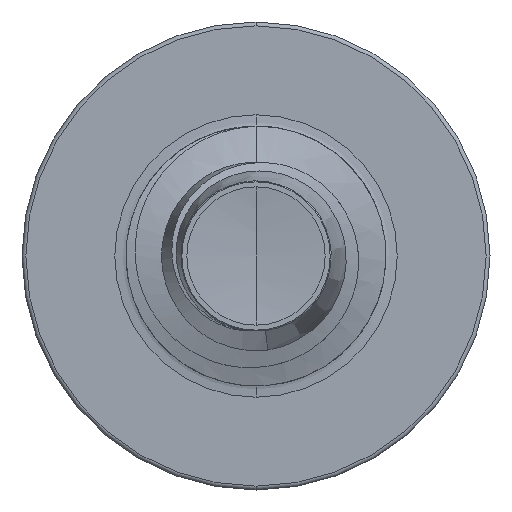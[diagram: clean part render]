
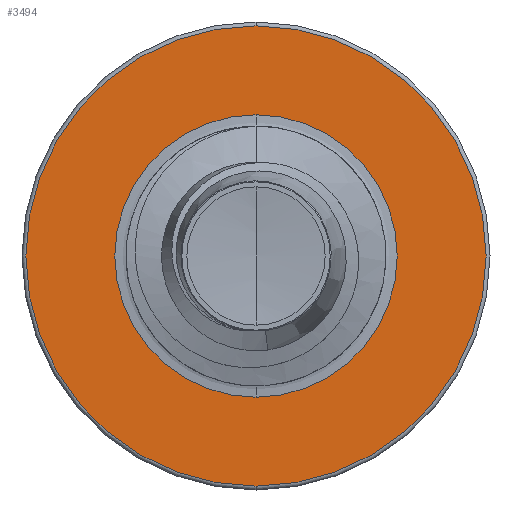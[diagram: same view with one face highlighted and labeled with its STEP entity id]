
A CAD part, front view. The second image highlights one B-rep face of the part: STEP entity #3494.
In plain terms, the highlighted planar face has unit normal (0, -1, 0).
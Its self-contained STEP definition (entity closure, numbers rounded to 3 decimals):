
#8 = DIRECTION ( 'NONE',  ( 0., 0., 1. ) ) ;
#12 = DIRECTION ( 'NONE',  ( 0., 1., 0. ) ) ;
#65 = CARTESIAN_POINT ( 'NONE',  ( 0., 3., -1.086 ) ) ;
#122 = EDGE_CURVE ( 'NONE', #8024, #4293, #7053, .T. ) ;
#638 = EDGE_CURVE ( 'NONE', #4293, #8024, #9320, .T. ) ;
#1009 = ORIENTED_EDGE ( 'NONE', *, *, #122, .F. ) ;
#1082 = VERTEX_POINT ( 'NONE', #65 ) ;
#1426 = ORIENTED_EDGE ( 'NONE', *, *, #638, .F. ) ;
#1533 = CARTESIAN_POINT ( 'NONE',  ( 0., 3., 1.086 ) ) ;
#1577 = EDGE_LOOP ( 'NONE', ( #4218, #2397 ) ) ;
#1830 = DIRECTION ( 'NONE',  ( 0., 0., 1. ) ) ;
#2397 = ORIENTED_EDGE ( 'NONE', *, *, #3404, .T. ) ;
#2400 = AXIS2_PLACEMENT_3D ( 'NONE', #5367, #5386, #5342 ) ;
#2833 = CIRCLE ( 'NONE', #2983, 1.086 ) ;
#2981 = CARTESIAN_POINT ( 'NONE',  ( 0., 3., 0. ) ) ;
#2983 = AXIS2_PLACEMENT_3D ( 'NONE', #5566, #5563, #5552 ) ;
#3069 = FACE_OUTER_BOUND ( 'NONE', #3297, .T. ) ;
#3127 = CIRCLE ( 'NONE', #8620, 1.086 ) ;
#3159 = FACE_BOUND ( 'NONE', #1577, .T. ) ;
#3297 = EDGE_LOOP ( 'NONE', ( #1426, #1009 ) ) ;
#3404 = EDGE_CURVE ( 'NONE', #1082, #7412, #3127, .T. ) ;
#3494 = ADVANCED_FACE ( 'NONE', ( #3069, #3159 ), #5375, .F. ) ;
#3532 = CARTESIAN_POINT ( 'NONE',  ( 0., 3., 1.77 ) ) ;
#3626 = EDGE_CURVE ( 'NONE', #7412, #1082, #2833, .T. ) ;
#4218 = ORIENTED_EDGE ( 'NONE', *, *, #3626, .T. ) ;
#4293 = VERTEX_POINT ( 'NONE', #3532 ) ;
#5265 = AXIS2_PLACEMENT_3D ( 'NONE', #6421, #12, #8 ) ;
#5342 = DIRECTION ( 'NONE',  ( 0., 0., 1. ) ) ;
#5367 = CARTESIAN_POINT ( 'NONE',  ( 0., 3., -1.086 ) ) ;
#5375 = PLANE ( 'NONE',  #2400 ) ;
#5386 = DIRECTION ( 'NONE',  ( 0., 1., 0. ) ) ;
#5395 = DIRECTION ( 'NONE',  ( 0., 1., 0. ) ) ;
#5552 = DIRECTION ( 'NONE',  ( 0., 0., 1. ) ) ;
#5563 = DIRECTION ( 'NONE',  ( 0., 1., 0. ) ) ;
#5566 = CARTESIAN_POINT ( 'NONE',  ( 0., 3., 0. ) ) ;
#5740 = DIRECTION ( 'NONE',  ( 0., 0., 1. ) ) ;
#5748 = DIRECTION ( 'NONE',  ( 0., 1., 0. ) ) ;
#5751 = CARTESIAN_POINT ( 'NONE',  ( 0., 3., 0. ) ) ;
#6421 = CARTESIAN_POINT ( 'NONE',  ( 0., 3., 0. ) ) ;
#6814 = AXIS2_PLACEMENT_3D ( 'NONE', #2981, #5395, #1830 ) ;
#7053 = CIRCLE ( 'NONE', #5265, 1.77 ) ;
#7412 = VERTEX_POINT ( 'NONE', #1533 ) ;
#7605 = CARTESIAN_POINT ( 'NONE',  ( 0., 3., -1.77 ) ) ;
#8024 = VERTEX_POINT ( 'NONE', #7605 ) ;
#8620 = AXIS2_PLACEMENT_3D ( 'NONE', #5751, #5748, #5740 ) ;
#9320 = CIRCLE ( 'NONE', #6814, 1.77 ) ;
